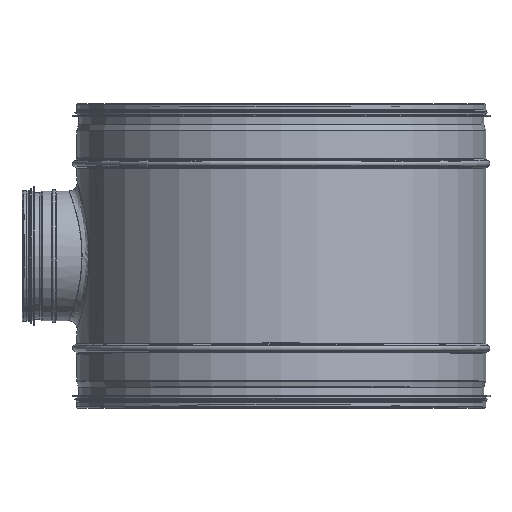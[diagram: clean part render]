
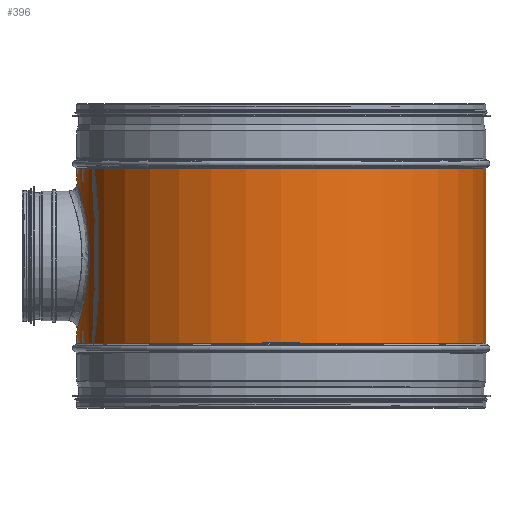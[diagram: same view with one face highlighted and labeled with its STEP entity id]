
A CAD part, top view. The second image highlights one B-rep face of the part: STEP entity #396.
In plain terms, the highlighted cylindrical face has radius 249.375 mm (diameter 498.75 mm), a full revolution.
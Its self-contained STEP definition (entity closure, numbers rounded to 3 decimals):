
#125=CARTESIAN_POINT('',(-234.375,185.0,-85.184));
#126=VERTEX_POINT('',#125);
#162=CARTESIAN_POINT('',(-234.375,185.0,85.184));
#163=VERTEX_POINT('',#162);
#186=CARTESIAN_POINT('',(-249.375,92.5,0.));
#187=VERTEX_POINT('',#186);
#188=CARTESIAN_POINT('',(-234.375,185.,85.184));
#189=CARTESIAN_POINT('',(-234.375,179.43,85.184));
#190=CARTESIAN_POINT('',(-234.548,173.661,84.712));
#191=CARTESIAN_POINT('',(-235.26,162.145,82.715));
#192=CARTESIAN_POINT('',(-235.798,156.399,81.189));
#193=CARTESIAN_POINT('',(-237.157,145.318,77.131));
#194=CARTESIAN_POINT('',(-237.976,139.976,74.597));
#195=CARTESIAN_POINT('',(-239.745,130.017,68.699));
#196=CARTESIAN_POINT('',(-240.693,125.401,65.335));
#197=CARTESIAN_POINT('',(-242.56,117.053,58.024));
#198=CARTESIAN_POINT('',(-243.548,113.041,53.802));
#199=CARTESIAN_POINT('',(-245.42,105.892,44.489));
#200=CARTESIAN_POINT('',(-246.303,102.755,39.397));
#201=CARTESIAN_POINT('',(-247.782,97.667,28.658));
#202=CARTESIAN_POINT('',(-248.379,95.713,23.));
#203=CARTESIAN_POINT('',(-249.176,93.129,11.512));
#204=CARTESIAN_POINT('',(-249.375,92.5,5.683));
#205=CARTESIAN_POINT('',(-249.375,92.5,0.));
#206=B_SPLINE_CURVE_WITH_KNOTS('',3,(#188,#189,#190,#191,#192,#193,#194,#195,#196,#197,#198,#199,#200,#201,#202,#203,#204,#205),.UNSPECIFIED.,.F.,.U.,(4,2,2,2,2,2,2,2,4),(27.006,28.677,30.348,32.018,33.689,35.394,37.099,38.804,40.509),.UNSPECIFIED.);
#207=EDGE_CURVE('',#163,#187,#206,.T.);
#248=CARTESIAN_POINT('',(-249.375,92.5,0.));
#249=CARTESIAN_POINT('',(-249.375,92.5,-5.683));
#250=CARTESIAN_POINT('',(-249.176,93.129,-11.512));
#251=CARTESIAN_POINT('',(-248.379,95.713,-23.));
#252=CARTESIAN_POINT('',(-247.782,97.667,-28.658));
#253=CARTESIAN_POINT('',(-246.303,102.755,-39.397));
#254=CARTESIAN_POINT('',(-245.42,105.892,-44.489));
#255=CARTESIAN_POINT('',(-243.548,113.041,-53.802));
#256=CARTESIAN_POINT('',(-242.56,117.053,-58.024));
#257=CARTESIAN_POINT('',(-240.693,125.401,-65.335));
#258=CARTESIAN_POINT('',(-239.745,130.017,-68.699));
#259=CARTESIAN_POINT('',(-237.976,139.976,-74.597));
#260=CARTESIAN_POINT('',(-237.157,145.318,-77.131));
#261=CARTESIAN_POINT('',(-235.798,156.399,-81.189));
#262=CARTESIAN_POINT('',(-235.26,162.145,-82.715));
#263=CARTESIAN_POINT('',(-234.548,173.661,-84.712));
#264=CARTESIAN_POINT('',(-234.375,179.43,-85.184));
#265=CARTESIAN_POINT('',(-234.375,185.,-85.184));
#266=B_SPLINE_CURVE_WITH_KNOTS('',3,(#248,#249,#250,#251,#252,#253,#254,#255,#256,#257,#258,#259,#260,#261,#262,#263,#264,#265),.UNSPECIFIED.,.F.,.U.,(4,2,2,2,2,2,2,2,4),(40.509,42.214,43.918,45.623,47.328,48.999,50.67,52.341,54.012),.UNSPECIFIED.);
#267=EDGE_CURVE('',#187,#126,#266,.T.);
#277=CARTESIAN_POINT('',(-249.375,277.5,0.));
#278=VERTEX_POINT('',#277);
#279=CARTESIAN_POINT('',(-249.375,277.5,0.));
#280=CARTESIAN_POINT('',(-249.375,277.5,5.683));
#281=CARTESIAN_POINT('',(-249.176,276.871,11.512));
#282=CARTESIAN_POINT('',(-248.379,274.287,23.));
#283=CARTESIAN_POINT('',(-247.782,272.333,28.658));
#284=CARTESIAN_POINT('',(-246.303,267.245,39.397));
#285=CARTESIAN_POINT('',(-245.42,264.108,44.489));
#286=CARTESIAN_POINT('',(-243.548,256.959,53.802));
#287=CARTESIAN_POINT('',(-242.56,252.947,58.024));
#288=CARTESIAN_POINT('',(-240.693,244.599,65.335));
#289=CARTESIAN_POINT('',(-239.745,239.983,68.699));
#290=CARTESIAN_POINT('',(-237.976,230.024,74.597));
#291=CARTESIAN_POINT('',(-237.157,224.682,77.131));
#292=CARTESIAN_POINT('',(-235.798,213.601,81.189));
#293=CARTESIAN_POINT('',(-235.26,207.855,82.715));
#294=CARTESIAN_POINT('',(-234.548,196.339,84.712));
#295=CARTESIAN_POINT('',(-234.375,190.57,85.184));
#296=CARTESIAN_POINT('',(-234.375,185.,85.184));
#297=B_SPLINE_CURVE_WITH_KNOTS('',3,(#279,#280,#281,#282,#283,#284,#285,#286,#287,#288,#289,#290,#291,#292,#293,#294,#295,#296),.UNSPECIFIED.,.F.,.U.,(4,2,2,2,2,2,2,2,4),(13.503,15.208,16.913,18.617,20.322,21.993,23.664,25.335,27.006),.UNSPECIFIED.);
#298=EDGE_CURVE('',#278,#163,#297,.T.);
#300=CARTESIAN_POINT('',(-234.375,185.0,-85.184));
#301=CARTESIAN_POINT('',(-234.375,190.57,-85.184));
#302=CARTESIAN_POINT('',(-234.548,196.339,-84.712));
#303=CARTESIAN_POINT('',(-235.26,207.855,-82.715));
#304=CARTESIAN_POINT('',(-235.798,213.601,-81.189));
#305=CARTESIAN_POINT('',(-237.157,224.682,-77.131));
#306=CARTESIAN_POINT('',(-237.976,230.024,-74.597));
#307=CARTESIAN_POINT('',(-239.745,239.983,-68.699));
#308=CARTESIAN_POINT('',(-240.693,244.599,-65.335));
#309=CARTESIAN_POINT('',(-242.56,252.947,-58.024));
#310=CARTESIAN_POINT('',(-243.548,256.959,-53.802));
#311=CARTESIAN_POINT('',(-245.42,264.108,-44.489));
#312=CARTESIAN_POINT('',(-246.303,267.245,-39.397));
#313=CARTESIAN_POINT('',(-247.782,272.333,-28.658));
#314=CARTESIAN_POINT('',(-248.379,274.287,-23.));
#315=CARTESIAN_POINT('',(-249.176,276.871,-11.512));
#316=CARTESIAN_POINT('',(-249.375,277.5,-5.683));
#317=CARTESIAN_POINT('',(-249.375,277.5,0.));
#318=B_SPLINE_CURVE_WITH_KNOTS('',3,(#300,#301,#302,#303,#304,#305,#306,#307,#308,#309,#310,#311,#312,#313,#314,#315,#316,#317),.UNSPECIFIED.,.F.,.U.,(4,2,2,2,2,2,2,2,4),(0.0,1.671,3.342,5.013,6.684,8.388,10.093,11.798,13.503),.UNSPECIFIED.);
#319=EDGE_CURVE('',#126,#278,#318,.T.);
#363=CARTESIAN_POINT('',(0.0,131.75,0.0));
#364=DIRECTION('',(0.0,-1.0,0.0));
#365=DIRECTION('',(1.0,0.0,0.0));
#366=AXIS2_PLACEMENT_3D('',#363,#364,#365);
#367=CYLINDRICAL_SURFACE('',#366,249.375);
#368=CARTESIAN_POINT('',(249.375,291.5,0.0));
#369=VERTEX_POINT('',#368);
#370=CARTESIAN_POINT('',(0.0,291.5,0.0));
#371=DIRECTION('',(0.0,-1.0,0.0));
#372=DIRECTION('',(1.0,0.0,0.0));
#373=AXIS2_PLACEMENT_3D('',#370,#371,#372);
#374=CIRCLE('',#373,249.375);
#375=EDGE_CURVE('',#369,#369,#374,.T.);
#376=ORIENTED_EDGE('',*,*,#375,.T.);
#377=EDGE_LOOP('',(#376));
#378=FACE_OUTER_BOUND('',#377,.T.);
#379=ORIENTED_EDGE('',*,*,#267,.T.);
#380=ORIENTED_EDGE('',*,*,#319,.T.);
#381=ORIENTED_EDGE('',*,*,#298,.T.);
#382=ORIENTED_EDGE('',*,*,#207,.T.);
#383=EDGE_LOOP('',(#379,#380,#381,#382));
#384=FACE_BOUND('',#383,.T.);
#385=CARTESIAN_POINT('',(249.375,78.5,0.0));
#386=VERTEX_POINT('',#385);
#387=CARTESIAN_POINT('',(0.0,78.5,0.0));
#388=DIRECTION('',(0.0,-1.0,0.0));
#389=DIRECTION('',(1.0,0.0,0.0));
#390=AXIS2_PLACEMENT_3D('',#387,#388,#389);
#391=CIRCLE('',#390,249.375);
#392=EDGE_CURVE('',#386,#386,#391,.T.);
#393=ORIENTED_EDGE('',*,*,#392,.F.);
#394=EDGE_LOOP('',(#393));
#395=FACE_BOUND('',#394,.T.);
#396=ADVANCED_FACE('',(#378,#384,#395),#367,.T.);
